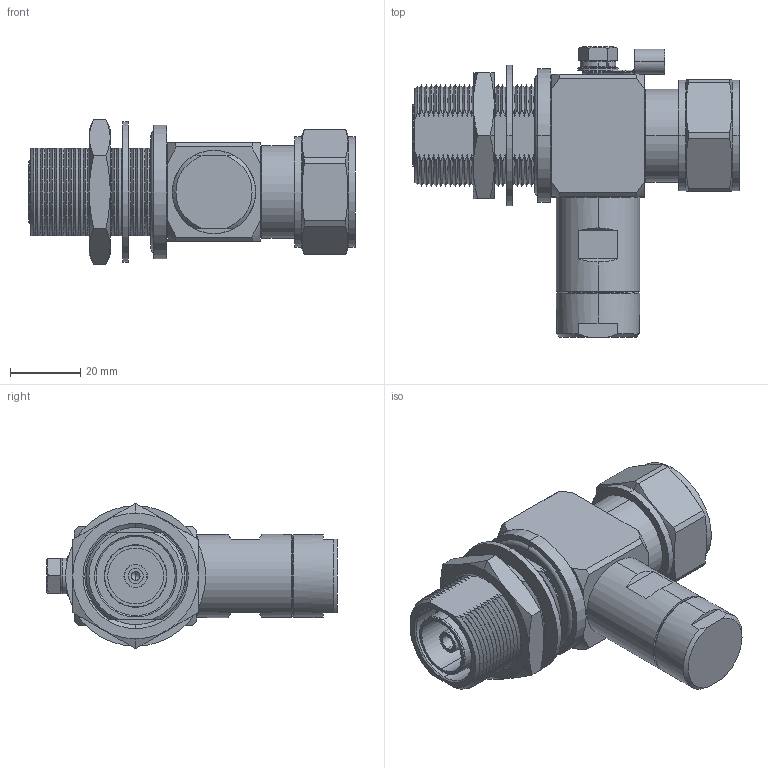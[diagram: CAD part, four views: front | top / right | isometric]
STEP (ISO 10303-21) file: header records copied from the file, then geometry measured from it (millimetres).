
FILE_DESCRIPTION (( 'STEP AP214' ), '1' );
FILE_NAME ('ALQP-DMDFB.STEP', '2015-10-28T13:15:24', ( 'L-Com' ), ( 'L-Com Global Connectivity' ), 'SwSTEP 2.0', 'SolidWorks 2014', '' );
FILE_SCHEMA (( 'AUTOMOTIVE_DESIGN' ));
Length unit declared in the file: inch
Products named in the file (6): ALQP-DMDFB_LockWasher; ALQP-DMDFB_HEX BOLT; ALQP-DMDFB_FlatWasher; ALQP-DMDFB_GROUND LUG; ALQP-DMDFB_Body; ALQP-DMDFB
Assembly tree (5 placements, depth 2):
  ALQP-DMDFB
    ALQP-DMDFB_Body
    ALQP-DMDFB_GROUND LUG
    ALQP-DMDFB_FlatWasher
    ALQP-DMDFB_HEX BOLT
    ALQP-DMDFB_LockWasher
Bounding box: 93.05 x 82.85 x 41.47 mm (x, y, z)
Volume: 82041.4 mm3; surface area: 31040.3 mm2
Topology: 9 solids, 9 shells, 455 faces, 1092 edges, 676 vertices
Faces by surface type: cone 228, plane 100, cylinder 88, torus 32, bspline 7
Entity records: 14393 total; most frequent: CARTESIAN_POINT 3690, ORIENTED_EDGE 2174, DIRECTION 2167, EDGE_CURVE 1087, AXIS2_PLACEMENT_3D 931, VERTEX_POINT 676, EDGE_LOOP 489, CIRCLE 475
